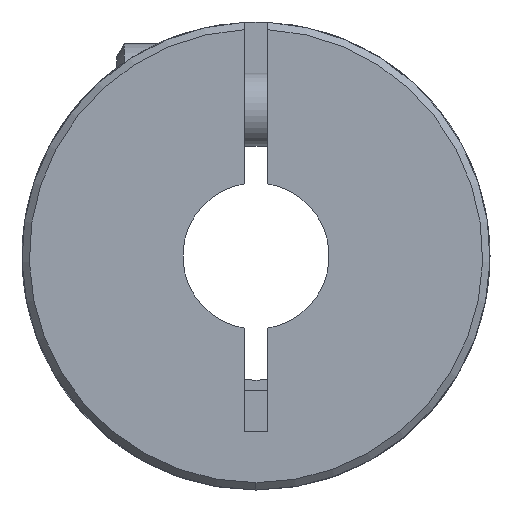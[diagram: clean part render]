
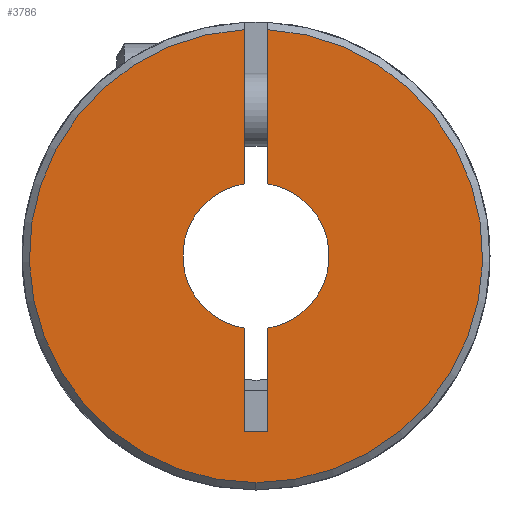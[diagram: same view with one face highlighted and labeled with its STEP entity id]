
A CAD part, left-side view. The second image highlights one B-rep face of the part: STEP entity #3786.
In plain terms, the highlighted planar face has unit normal (-1, 0, 0).
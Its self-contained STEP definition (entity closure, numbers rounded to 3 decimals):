
#54 = EDGE_CURVE ( 'NONE', #3090, #2096, #2714, .T. ) ;
#103 = CARTESIAN_POINT ( 'NONE',  ( 0., -0.4, -6. ) ) ;
#166 = CARTESIAN_POINT ( 'NONE',  ( 0., 0., 0. ) ) ;
#185 = CARTESIAN_POINT ( 'NONE',  ( 0., 0., 0. ) ) ;
#233 = EDGE_LOOP ( 'NONE', ( #904, #2243, #2893, #3007, #408, #692, #3167, #1304, #1472 ) ) ;
#408 = ORIENTED_EDGE ( 'NONE', *, *, #1947, .T. ) ;
#466 = EDGE_CURVE ( 'NONE', #2626, #2861, #2725, .T. ) ;
#692 = ORIENTED_EDGE ( 'NONE', *, *, #1401, .T. ) ;
#721 = DIRECTION ( 'NONE',  ( 0., 0., 1. ) ) ;
#793 = PLANE ( 'NONE',  #2357 ) ;
#816 = DIRECTION ( 'NONE',  ( 0., 0., -1. ) ) ;
#819 = CARTESIAN_POINT ( 'NONE',  ( 0., 0.4, -6. ) ) ;
#822 = EDGE_CURVE ( 'NONE', #2626, #3469, #3068, .T. ) ;
#904 = ORIENTED_EDGE ( 'NONE', *, *, #3895, .T. ) ;
#916 = DIRECTION ( 'NONE',  ( 1., 0., 0. ) ) ;
#923 = LINE ( 'NONE', #3442, #2578 ) ;
#965 = DIRECTION ( 'NONE',  ( 0., 0., 1. ) ) ;
#967 = VECTOR ( 'NONE', #3894, 1000. ) ;
#1012 = LINE ( 'NONE', #2604, #1860 ) ;
#1044 = VERTEX_POINT ( 'NONE', #2160 ) ;
#1072 = CARTESIAN_POINT ( 'NONE',  ( 0., -0.4, -6. ) ) ;
#1106 = DIRECTION ( 'NONE',  ( 0., 0., -1. ) ) ;
#1164 = DIRECTION ( 'NONE',  ( 0., 0., -1. ) ) ;
#1304 = ORIENTED_EDGE ( 'NONE', *, *, #54, .T. ) ;
#1372 = DIRECTION ( 'NONE',  ( 1., 0., 0. ) ) ;
#1401 = EDGE_CURVE ( 'NONE', #1044, #1896, #1012, .T. ) ;
#1452 = CIRCLE ( 'NONE', #2423, 7.75 ) ;
#1455 = AXIS2_PLACEMENT_3D ( 'NONE', #3044, #916, #1164 ) ;
#1472 = ORIENTED_EDGE ( 'NONE', *, *, #2718, .F. ) ;
#1488 = CARTESIAN_POINT ( 'NONE',  ( 0., 0.4, -2.468 ) ) ;
#1544 = VECTOR ( 'NONE', #3551, 1000. ) ;
#1660 = CIRCLE ( 'NONE', #3819, 2.5 ) ;
#1702 = EDGE_CURVE ( 'NONE', #3469, #2446, #923, .T. ) ;
#1735 = CARTESIAN_POINT ( 'NONE',  ( 0., -0.4, 2.468 ) ) ;
#1860 = VECTOR ( 'NONE', #721, 1000. ) ;
#1896 = VERTEX_POINT ( 'NONE', #3523 ) ;
#1947 = EDGE_CURVE ( 'NONE', #2446, #1044, #1660, .T. ) ;
#1998 = AXIS2_PLACEMENT_3D ( 'NONE', #166, #2653, #1106 ) ;
#2096 = VERTEX_POINT ( 'NONE', #3683 ) ;
#2160 = CARTESIAN_POINT ( 'NONE',  ( 0., 0.4, 2.468 ) ) ;
#2243 = ORIENTED_EDGE ( 'NONE', *, *, #466, .F. ) ;
#2357 = AXIS2_PLACEMENT_3D ( 'NONE', #2597, #1372, #3248 ) ;
#2418 = CARTESIAN_POINT ( 'NONE',  ( 0., -0.4, -6. ) ) ;
#2423 = AXIS2_PLACEMENT_3D ( 'NONE', #3254, #2621, #3543 ) ;
#2446 = VERTEX_POINT ( 'NONE', #1488 ) ;
#2518 = CARTESIAN_POINT ( 'NONE',  ( 0., 0., -7.75 ) ) ;
#2578 = VECTOR ( 'NONE', #965, 1000. ) ;
#2597 = CARTESIAN_POINT ( 'NONE',  ( 0., 0., 0. ) ) ;
#2604 = CARTESIAN_POINT ( 'NONE',  ( 0., 0.4, -6. ) ) ;
#2621 = DIRECTION ( 'NONE',  ( -1., 0., 0. ) ) ;
#2626 = VERTEX_POINT ( 'NONE', #103 ) ;
#2653 = DIRECTION ( 'NONE',  ( -1., 0., 0. ) ) ;
#2714 = CIRCLE ( 'NONE', #1998, 7.75 ) ;
#2718 = EDGE_CURVE ( 'NONE', #2858, #2096, #2938, .T. ) ;
#2725 = LINE ( 'NONE', #2418, #2742 ) ;
#2742 = VECTOR ( 'NONE', #3753, 1000. ) ;
#2858 = VERTEX_POINT ( 'NONE', #1735 ) ;
#2861 = VERTEX_POINT ( 'NONE', #2976 ) ;
#2893 = ORIENTED_EDGE ( 'NONE', *, *, #822, .T. ) ;
#2927 = FACE_OUTER_BOUND ( 'NONE', #233, .T. ) ;
#2938 = LINE ( 'NONE', #3937, #1544 ) ;
#2967 = DIRECTION ( 'NONE',  ( 1., 0., 0. ) ) ;
#2976 = CARTESIAN_POINT ( 'NONE',  ( 0., -0.4, -2.468 ) ) ;
#3007 = ORIENTED_EDGE ( 'NONE', *, *, #1702, .T. ) ;
#3044 = CARTESIAN_POINT ( 'NONE',  ( 0., 0., 0. ) ) ;
#3068 = LINE ( 'NONE', #1072, #967 ) ;
#3090 = VERTEX_POINT ( 'NONE', #2518 ) ;
#3167 = ORIENTED_EDGE ( 'NONE', *, *, #3346, .T. ) ;
#3215 = CIRCLE ( 'NONE', #1455, 2.5 ) ;
#3248 = DIRECTION ( 'NONE',  ( 0., 0., -1. ) ) ;
#3254 = CARTESIAN_POINT ( 'NONE',  ( 0., 0., 0. ) ) ;
#3346 = EDGE_CURVE ( 'NONE', #1896, #3090, #1452, .T. ) ;
#3442 = CARTESIAN_POINT ( 'NONE',  ( 0., 0.4, -6. ) ) ;
#3469 = VERTEX_POINT ( 'NONE', #819 ) ;
#3523 = CARTESIAN_POINT ( 'NONE',  ( 0., 0.4, 7.74 ) ) ;
#3543 = DIRECTION ( 'NONE',  ( 0., 0., -1. ) ) ;
#3551 = DIRECTION ( 'NONE',  ( 0., 0., 1. ) ) ;
#3683 = CARTESIAN_POINT ( 'NONE',  ( 0., -0.4, 7.74 ) ) ;
#3753 = DIRECTION ( 'NONE',  ( 0., 0., 1. ) ) ;
#3786 = ADVANCED_FACE ( 'NONE', ( #2927 ), #793, .F. ) ;
#3819 = AXIS2_PLACEMENT_3D ( 'NONE', #185, #2967, #816 ) ;
#3894 = DIRECTION ( 'NONE',  ( 0., 1., 0. ) ) ;
#3895 = EDGE_CURVE ( 'NONE', #2858, #2861, #3215, .T. ) ;
#3937 = CARTESIAN_POINT ( 'NONE',  ( 0., -0.4, -6. ) ) ;
